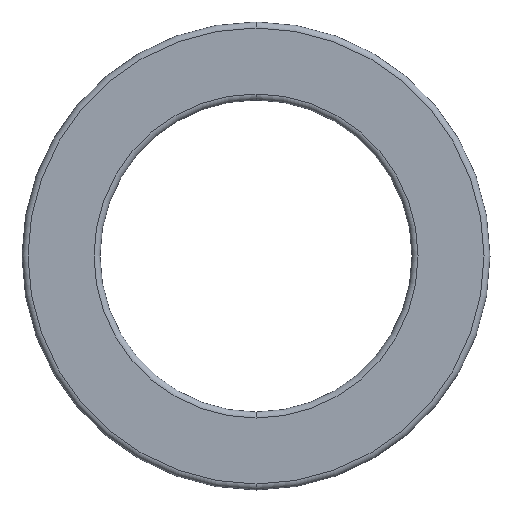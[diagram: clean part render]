
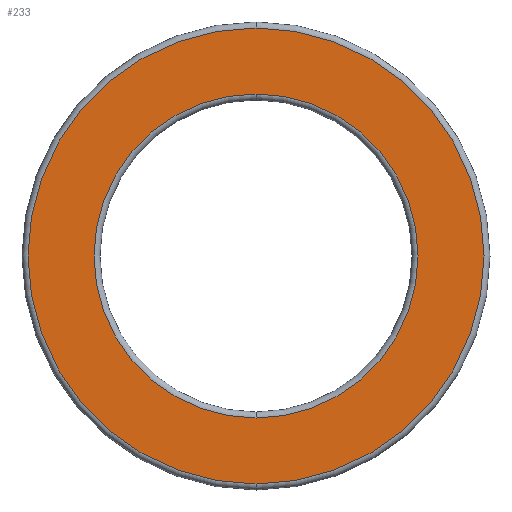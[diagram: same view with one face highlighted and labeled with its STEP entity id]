
A CAD part, front view. The second image highlights one B-rep face of the part: STEP entity #233.
In plain terms, the highlighted planar face has unit normal (0, -1, 0).
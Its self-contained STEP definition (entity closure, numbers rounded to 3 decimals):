
#4 = ORIENTED_EDGE ( 'NONE', *, *, #385, .T. ) ;
#22 = ORIENTED_EDGE ( 'NONE', *, *, #99, .F. ) ;
#23 = DIRECTION ( 'NONE',  ( 1., 0., 0. ) ) ;
#30 = DIRECTION ( 'NONE',  ( 0., 1., 0. ) ) ;
#31 = AXIS2_PLACEMENT_3D ( 'NONE', #206, #559, #297 ) ;
#40 = CARTESIAN_POINT ( 'NONE',  ( 0., 0., -27. ) ) ;
#60 = VERTEX_POINT ( 'NONE', #222 ) ;
#62 = AXIS2_PLACEMENT_3D ( 'NONE', #69, #561, #80 ) ;
#69 = CARTESIAN_POINT ( 'NONE',  ( 0., 0., 0. ) ) ;
#80 = DIRECTION ( 'NONE',  ( 1., 0., 0. ) ) ;
#93 = CIRCLE ( 'NONE', #315, 38. ) ;
#99 = EDGE_CURVE ( 'NONE', #105, #60, #93, .T. ) ;
#105 = VERTEX_POINT ( 'NONE', #278 ) ;
#120 = EDGE_LOOP ( 'NONE', ( #279, #22 ) ) ;
#143 = AXIS2_PLACEMENT_3D ( 'NONE', #149, #419, #324 ) ;
#149 = CARTESIAN_POINT ( 'NONE',  ( 32.5, 0., 0. ) ) ;
#153 = FACE_OUTER_BOUND ( 'NONE', #120, .T. ) ;
#159 = FACE_BOUND ( 'NONE', #235, .T. ) ;
#200 = ORIENTED_EDGE ( 'NONE', *, *, #362, .T. ) ;
#206 = CARTESIAN_POINT ( 'NONE',  ( 0., 0., 0. ) ) ;
#209 = CIRCLE ( 'NONE', #62, 27. ) ;
#221 = AXIS2_PLACEMENT_3D ( 'NONE', #429, #30, #250 ) ;
#222 = CARTESIAN_POINT ( 'NONE',  ( 0., 0., 38. ) ) ;
#233 = ADVANCED_FACE ( 'NONE', ( #159, #153 ), #285, .T. ) ;
#235 = EDGE_LOOP ( 'NONE', ( #4, #200 ) ) ;
#236 = CARTESIAN_POINT ( 'NONE',  ( 0., 0., 0. ) ) ;
#250 = DIRECTION ( 'NONE',  ( 1., 0., 0. ) ) ;
#278 = CARTESIAN_POINT ( 'NONE',  ( 0., 0., -38. ) ) ;
#279 = ORIENTED_EDGE ( 'NONE', *, *, #316, .F. ) ;
#284 = CIRCLE ( 'NONE', #31, 27. ) ;
#285 = PLANE ( 'NONE',  #143 ) ;
#297 = DIRECTION ( 'NONE',  ( 1., 0., 0. ) ) ;
#315 = AXIS2_PLACEMENT_3D ( 'NONE', #236, #422, #23 ) ;
#316 = EDGE_CURVE ( 'NONE', #60, #105, #498, .T. ) ;
#324 = DIRECTION ( 'NONE',  ( -1., 0., 0. ) ) ;
#362 = EDGE_CURVE ( 'NONE', #558, #572, #209, .T. ) ;
#385 = EDGE_CURVE ( 'NONE', #572, #558, #284, .T. ) ;
#419 = DIRECTION ( 'NONE',  ( 0., -1., 0. ) ) ;
#422 = DIRECTION ( 'NONE',  ( 0., 1., 0. ) ) ;
#429 = CARTESIAN_POINT ( 'NONE',  ( 0., 0., 0. ) ) ;
#498 = CIRCLE ( 'NONE', #221, 38. ) ;
#534 = CARTESIAN_POINT ( 'NONE',  ( 0., 0., 27. ) ) ;
#558 = VERTEX_POINT ( 'NONE', #40 ) ;
#559 = DIRECTION ( 'NONE',  ( 0., 1., 0. ) ) ;
#561 = DIRECTION ( 'NONE',  ( 0., 1., 0. ) ) ;
#572 = VERTEX_POINT ( 'NONE', #534 ) ;
